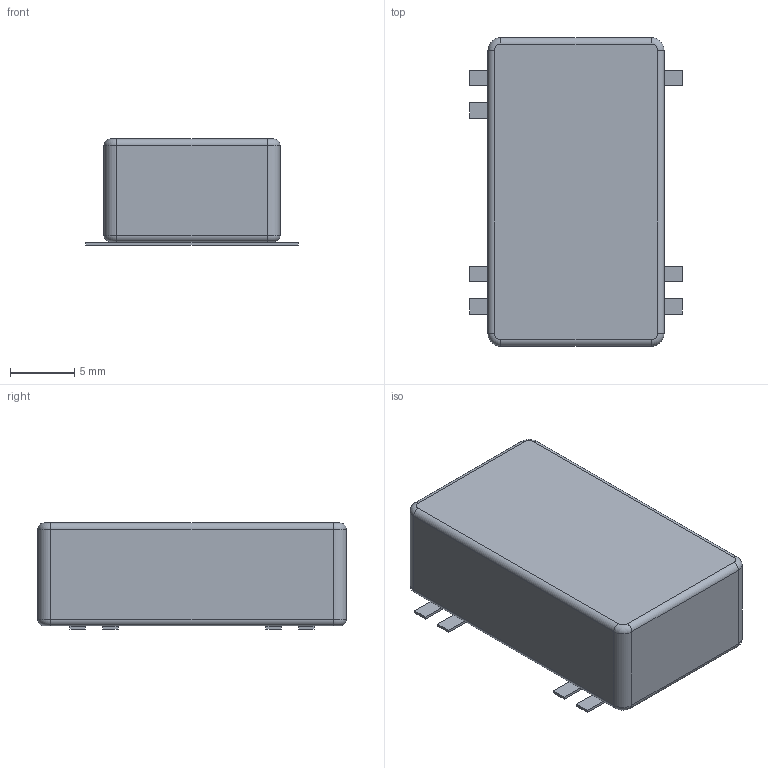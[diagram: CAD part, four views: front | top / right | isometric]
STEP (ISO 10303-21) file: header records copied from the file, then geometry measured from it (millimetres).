
FILE_DESCRIPTION(/* description */ ('model of Converter_DCDC_Artesyn_ATA-Series_SMD'),/* implementation_level */ '2;1');
FILE_NAME(/* name */ 'Converter_DCDC_Artesyn_ATA-Series_SMD.step',/* time_stamp */ '2018-11-16T10:39:19',/* author */ ('kicad StepUp','ksu'),/* organization */ ('FreeCAD'),/* preprocessor_version */ 'OCC',/* originating_system */ 'kicad StepUp',/* authorisation */ '');
FILE_SCHEMA(('AUTOMOTIVE_DESIGN { 1 0 10303 214 1 1 1 1 }'));
Length unit declared in the file: millimetre
Products named in the file (1): Converter_DCDC_Artesyn_ATA_Series_SMD
Bounding box: 16.5 x 24 x 8.25 mm (x, y, z)
Volume: 2629.6 mm3; surface area: 1377.1 mm2
Topology: 5 solids, 5 shells, 50 faces, 104 edges, 64 vertices
Faces by surface type: plane 30, cylinder 12, torus 8
Entity records: 1504 total; most frequent: PCURVE 208, CARTESIAN_POINT 188, ORIENTED_EDGE 172, LINE 127, EDGE_CURVE 104, SURFACE_CURVE 104, AXIS2_PLACEMENT_3D 78, DEFINITIONAL_REPRESENTATION 68
